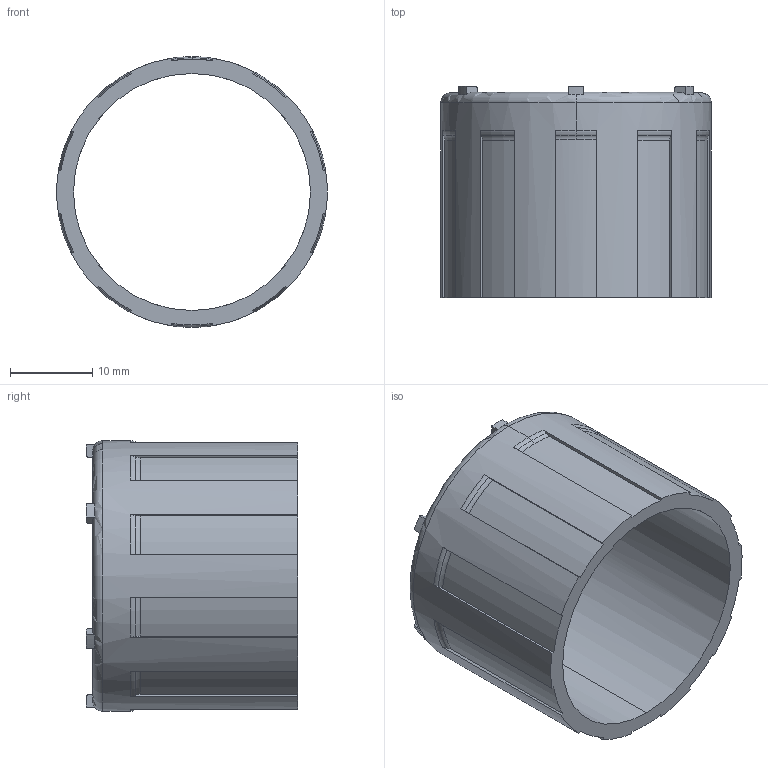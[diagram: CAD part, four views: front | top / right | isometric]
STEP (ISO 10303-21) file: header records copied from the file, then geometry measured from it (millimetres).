
FILE_DESCRIPTION (( 'STEP AP214' ), '1' );
FILE_NAME ('Accutron 214 Wrench.STEP', '2021-12-22T22:31:23', ( '' ), ( '' ), 'SwSTEP 2.0', 'SolidWorks 2020', '' );
FILE_SCHEMA (( 'AUTOMOTIVE_DESIGN' ));
Length unit declared in the file: millimetre
Products named in the file (1): Accutron 214 Wrench
Bounding box: 33 x 25.75 x 33 mm (x, y, z)
Volume: 4657 mm3; surface area: 5308.3 mm2
Topology: 1 solids, 1 shells, 104 faces, 303 edges, 200 vertices
Faces by surface type: plane 45, torus 31, cylinder 22, cone 6
Entity records: 3610 total; most frequent: CARTESIAN_POINT 740, DIRECTION 630, ORIENTED_EDGE 606, EDGE_CURVE 303, AXIS2_PLACEMENT_3D 258, VERTEX_POINT 200, CIRCLE 153, LINE 114
